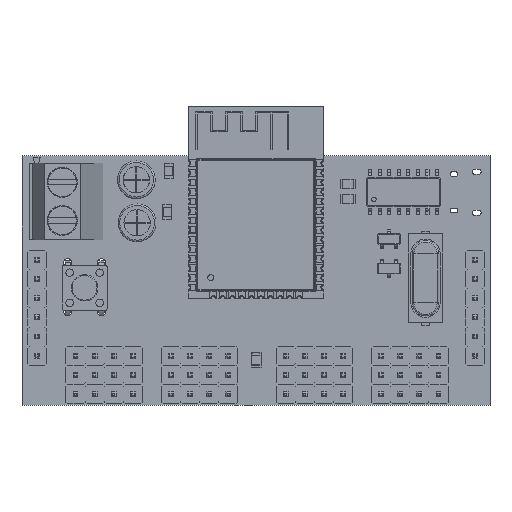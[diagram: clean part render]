
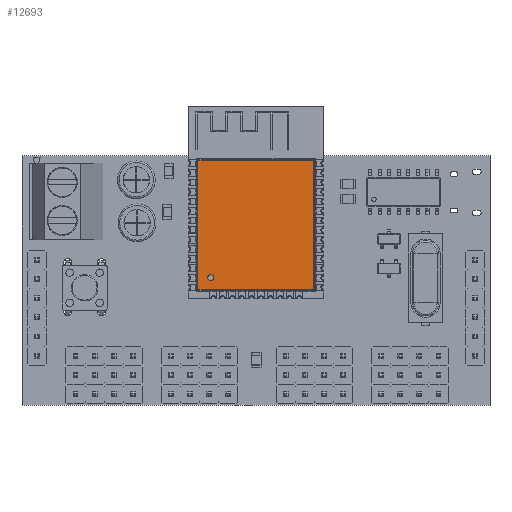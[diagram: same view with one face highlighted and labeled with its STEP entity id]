
A CAD part, top view. The second image highlights one B-rep face of the part: STEP entity #12693.
In plain terms, the highlighted planar face has unit normal (0, 0, 1).
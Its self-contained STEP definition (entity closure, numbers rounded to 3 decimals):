
#12631 = VERTEX_POINT('',#12632);
#12632 = CARTESIAN_POINT('',(-7.7,-8.6,3.1));
#12641 = EDGE_CURVE('',#12631,#12642,#12644,.T.);
#12642 = VERTEX_POINT('',#12643);
#12643 = CARTESIAN_POINT('',(-7.7,8.6,3.1));
#12644 = LINE('',#12645,#12646);
#12645 = CARTESIAN_POINT('',(-7.7,-8.7,3.1));
#12646 = VECTOR('',#12647,1.);
#12647 = DIRECTION('',(0.,1.,0.));
#12693 = ADVANCED_FACE('',(#12694,#12719),#12730,.T.);
#12694 = FACE_BOUND('',#12695,.T.);
#12695 = EDGE_LOOP('',(#12696,#12697,#12705,#12713));
#12696 = ORIENTED_EDGE('',*,*,#12641,.F.);
#12697 = ORIENTED_EDGE('',*,*,#12698,.T.);
#12698 = EDGE_CURVE('',#12631,#12699,#12701,.T.);
#12699 = VERTEX_POINT('',#12700);
#12700 = CARTESIAN_POINT('',(7.7,-8.6,3.1));
#12701 = LINE('',#12702,#12703);
#12702 = CARTESIAN_POINT('',(-7.8,-8.6,3.1));
#12703 = VECTOR('',#12704,1.);
#12704 = DIRECTION('',(1.,0.,0.));
#12705 = ORIENTED_EDGE('',*,*,#12706,.T.);
#12706 = EDGE_CURVE('',#12699,#12707,#12709,.T.);
#12707 = VERTEX_POINT('',#12708);
#12708 = CARTESIAN_POINT('',(7.7,8.6,3.1));
#12709 = LINE('',#12710,#12711);
#12710 = CARTESIAN_POINT('',(7.7,-8.7,3.1));
#12711 = VECTOR('',#12712,1.);
#12712 = DIRECTION('',(0.,1.,0.));
#12713 = ORIENTED_EDGE('',*,*,#12714,.F.);
#12714 = EDGE_CURVE('',#12642,#12707,#12715,.T.);
#12715 = LINE('',#12716,#12717);
#12716 = CARTESIAN_POINT('',(-7.8,8.6,3.1));
#12717 = VECTOR('',#12718,1.);
#12718 = DIRECTION('',(1.,0.,0.));
#12719 = FACE_BOUND('',#12720,.T.);
#12720 = EDGE_LOOP('',(#12721));
#12721 = ORIENTED_EDGE('',*,*,#12722,.F.);
#12722 = EDGE_CURVE('',#12723,#12723,#12725,.T.);
#12723 = VERTEX_POINT('',#12724);
#12724 = CARTESIAN_POINT('',(-5.6,-7.,3.1));
#12725 = CIRCLE('',#12726,0.4);
#12726 = AXIS2_PLACEMENT_3D('',#12727,#12728,#12729);
#12727 = CARTESIAN_POINT('',(-6.,-7.,3.1));
#12728 = DIRECTION('',(0.,0.,1.));
#12729 = DIRECTION('',(1.,0.,-0.));
#12730 = PLANE('',#12731);
#12731 = AXIS2_PLACEMENT_3D('',#12732,#12733,#12734);
#12732 = CARTESIAN_POINT('',(-7.8,-8.7,3.1));
#12733 = DIRECTION('',(0.,0.,1.));
#12734 = DIRECTION('',(1.,0.,-0.));
